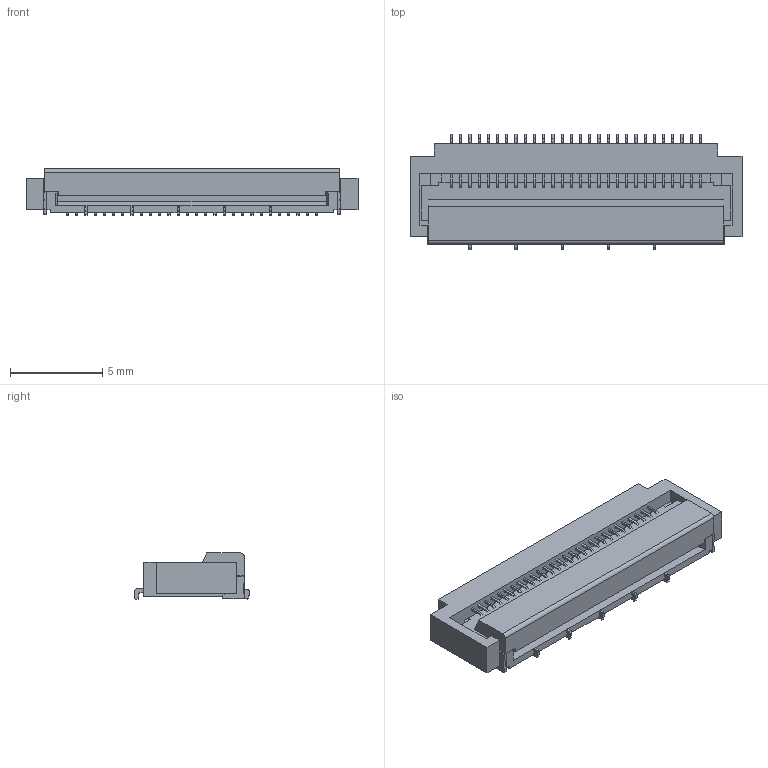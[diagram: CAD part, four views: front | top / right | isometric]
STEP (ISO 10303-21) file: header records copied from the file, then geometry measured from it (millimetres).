
FILE_DESCRIPTION(('CoCreate Modeling STEP Export'),'2;1');
FILE_NAME('FH41-28S-0.5SH.stp','2011-02-16T13:02:53',(''),(''),'CoCreate Modeling STEP processor for AP214 (Solid Model)','CoCreate Modeling 17.0 01-Apr-2010 (C) Parametric Technology GmbH','');
FILE_SCHEMA(('AUTOMOTIVE_DESIGN { 1 0 10303 214 1 1 1 1 }'));
Length unit declared in the file: millimetre
Products named in the file (1): FH41-28S-0.5SH
Bounding box: 18 x 6.25 x 2.5 mm (x, y, z)
Volume: 144.4 mm3; surface area: 510.6 mm2
Topology: 1 solids, 1 shells, 666 faces, 2001 edges, 1334 vertices
Faces by surface type: plane 505, cylinder 161
Entity records: 22009 total; most frequent: ORIENTED_EDGE 4002, CARTESIAN_POINT 3900, DIRECTION 3495, EDGE_CURVE 2001, VECTOR 1637, LINE 1637, VERTEX_POINT 1334, AXIS2_PLACEMENT_3D 929
